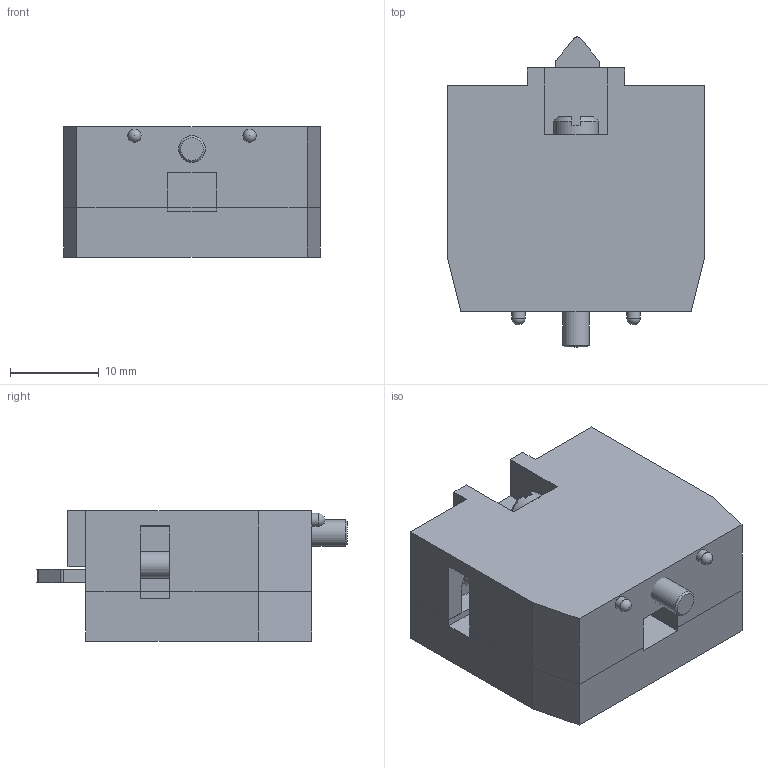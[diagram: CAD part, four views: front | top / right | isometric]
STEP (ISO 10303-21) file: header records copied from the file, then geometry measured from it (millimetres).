
FILE_DESCRIPTION(/* description */ (''),/* implementation_level */ '2;1');
FILE_NAME(/* name */ 'SY.stp',/* time_stamp */ '2016-07-21T14:22:42-04:00',/* author */ ('CAD Station'),/* organization */ (''),/* preprocessor_version */ 'ST-DEVELOPER v16.1',/* originating_system */ 'Autodesk Inventor 2016',/* authorisation */ '');
FILE_SCHEMA (('AUTOMOTIVE_DESIGN { 1 0 10303 214 3 1 1 }'));
Products named in the file (6): S5-8; Screw; DIN 7985 (H) M3x10-H; S5-8_back; S5; Assembly1
Assembly tree (6 placements, depth 3):
  Assembly1
    S5
      S5-8
      Screw
      DIN 7985 (H) M3x10-H  x2
      S5-8_back
Bounding box: 29 x 35 x 14.7 mm (x, y, z)
Volume: 9783.2 mm3; surface area: 5905.1 mm2
Topology: 5 solids, 5 shells, 186 faces, 493 edges, 324 vertices
Faces by surface type: plane 128, cone 33, cylinder 19, sphere 4, torus 2
Full cylindrical faces by diameter (mm): 1.5 x4, 2.5 x1, 2.6 x1, 2.75 x2, 3 x3, 5 x1
Entity records: 4523 total; most frequent: CARTESIAN_POINT 816, DIRECTION 734, ORIENTED_EDGE 724, EDGE_CURVE 362, LINE 266, VECTOR 266, VERTEX_POINT 248, AXIS2_PLACEMENT_3D 234
